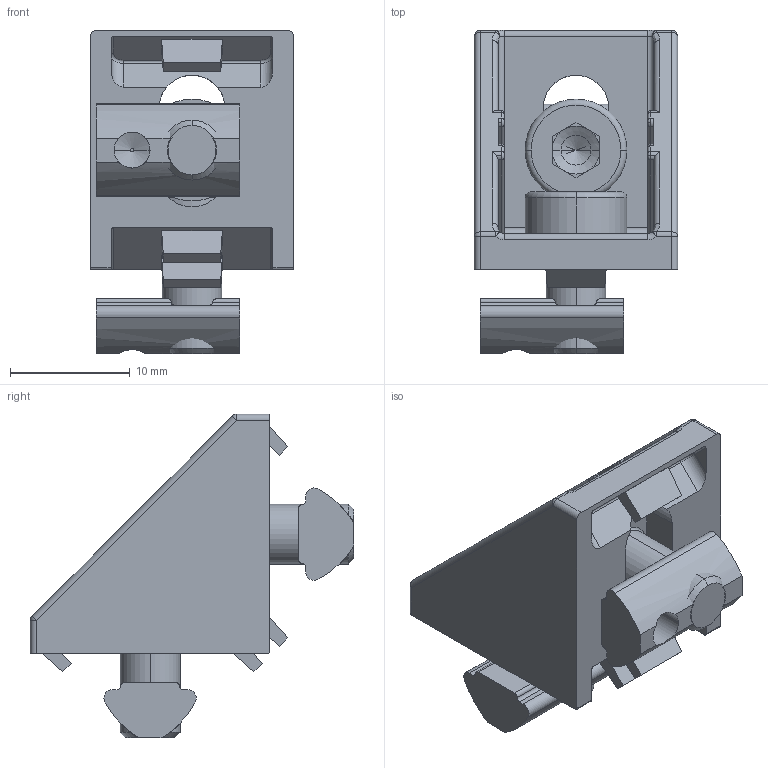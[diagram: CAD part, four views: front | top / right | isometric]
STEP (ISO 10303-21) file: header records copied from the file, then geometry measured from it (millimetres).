
FILE_DESCRIPTION (( 'STEP AP214' ), '1' );
FILE_NAME ('093W201N05S01.STEP', '2014-09-03T08:30:03', ( '' ), ( '' ), 'SwSTEP 2.0', 'SolidWorks 2014', '' );
FILE_SCHEMA (( 'AUTOMOTIVE_DESIGN' ));
Length unit declared in the file: millimetre
Products named in the file (4): 093W201N05S01; 096215; socket thin pilot cap screw_din_DIN 6912 - M5 x 10 --- 10C; 093w201n05r_093W201N05r
Assembly tree (5 placements, depth 2):
  093W201N05S01
    093w201n05r_093W201N05r
    socket thin pilot cap screw_din_DIN 6912 - M5 x 10 --- 10C  x2
    096215  x2
Bounding box: 17 x 27 x 27 mm (x, y, z)
Volume: 3191.3 mm3; surface area: 3706.7 mm2
Topology: 5 solids, 5 shells, 282 faces, 703 edges, 429 vertices
Faces by surface type: cylinder 116, plane 109, torus 29, cone 16, sphere 8, bspline 4
Entity records: 6826 total; most frequent: CARTESIAN_POINT 1405, DIRECTION 1142, ORIENTED_EDGE 1092, EDGE_CURVE 546, AXIS2_PLACEMENT_3D 425, VERTEX_POINT 336, LINE 292, VECTOR 292
